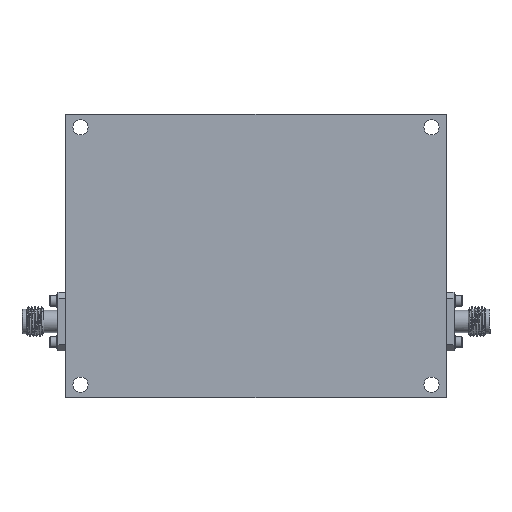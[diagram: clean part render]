
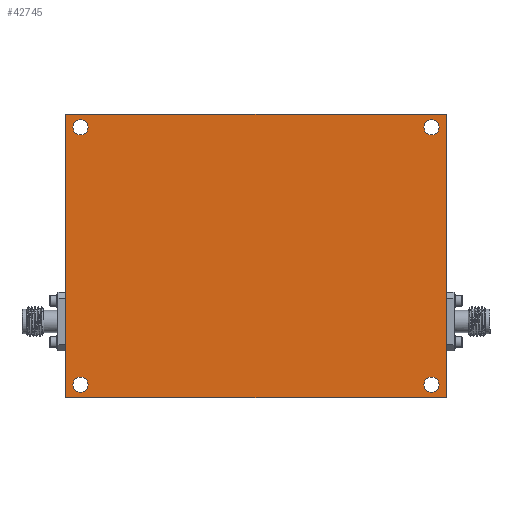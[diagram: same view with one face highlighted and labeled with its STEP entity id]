
A CAD part, front view. The second image highlights one B-rep face of the part: STEP entity #42745.
In plain terms, the highlighted planar face has unit normal (0, -1, 0).
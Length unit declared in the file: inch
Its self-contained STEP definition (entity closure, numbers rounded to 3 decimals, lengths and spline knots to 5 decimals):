
#50 = VERTEX_POINT ( 'NONE', #17916 ) ;
#317 = CIRCLE ( 'NONE', #19299, 0.0645 ) ;
#354 = CARTESIAN_POINT ( 'NONE',  ( -1.625, 0., 1.21 ) ) ;
#860 = CARTESIAN_POINT ( 'NONE',  ( -1.5, 0., 1.1645 ) ) ;
#1034 = DIRECTION ( 'NONE',  ( 0., 1., 0. ) ) ;
#1454 = AXIS2_PLACEMENT_3D ( 'NONE', #30093, #15793, #8418 ) ;
#1950 = DIRECTION ( 'NONE',  ( 0., 1., 0. ) ) ;
#2400 = DIRECTION ( 'NONE',  ( 0., 0., 1. ) ) ;
#4837 = CARTESIAN_POINT ( 'NONE',  ( 1.5, 0., 1.1 ) ) ;
#4839 = DIRECTION ( 'NONE',  ( 0., 0., -1. ) ) ;
#5995 = DIRECTION ( 'NONE',  ( 0., 0., 1. ) ) ;
#6181 = CIRCLE ( 'NONE', #34312, 0.0645 ) ;
#6939 = EDGE_CURVE ( 'NONE', #45950, #36947, #11733, .T. ) ;
#7557 = AXIS2_PLACEMENT_3D ( 'NONE', #46110, #38459, #12470 ) ;
#8036 = CARTESIAN_POINT ( 'NONE',  ( -1.625, 0., 1.21 ) ) ;
#8418 = DIRECTION ( 'NONE',  ( 0., 0., 1. ) ) ;
#8954 = EDGE_CURVE ( 'NONE', #50, #14270, #27304, .T. ) ;
#10392 = AXIS2_PLACEMENT_3D ( 'NONE', #11211, #14790, #19063 ) ;
#10507 = EDGE_CURVE ( 'NONE', #36152, #21593, #23187, .T. ) ;
#11211 = CARTESIAN_POINT ( 'NONE',  ( -1.5, 0., -1.1 ) ) ;
#11733 = LINE ( 'NONE', #15290, #45004 ) ;
#11786 = CARTESIAN_POINT ( 'NONE',  ( 1.5, 0., -1.1 ) ) ;
#12470 = DIRECTION ( 'NONE',  ( 0., 0., 1. ) ) ;
#12654 = CARTESIAN_POINT ( 'NONE',  ( -1.5, 0., -1.1645 ) ) ;
#12795 = ORIENTED_EDGE ( 'NONE', *, *, #19238, .T. ) ;
#13624 = LINE ( 'NONE', #20528, #22236 ) ;
#13659 = ORIENTED_EDGE ( 'NONE', *, *, #27183, .F. ) ;
#13771 = VECTOR ( 'NONE', #39664, 39.37008 ) ;
#13775 = EDGE_CURVE ( 'NONE', #42129, #39594, #37799, .T. ) ;
#13968 = DIRECTION ( 'NONE',  ( 0., 0., 1. ) ) ;
#14270 = VERTEX_POINT ( 'NONE', #16792 ) ;
#14564 = ORIENTED_EDGE ( 'NONE', *, *, #8954, .T. ) ;
#14699 = CARTESIAN_POINT ( 'NONE',  ( -1.5, 0., -1.0355 ) ) ;
#14790 = DIRECTION ( 'NONE',  ( 0., 1., 0. ) ) ;
#15290 = CARTESIAN_POINT ( 'NONE',  ( 1.625, 0., 1.21 ) ) ;
#15793 = DIRECTION ( 'NONE',  ( 0., 1., 0. ) ) ;
#16325 = AXIS2_PLACEMENT_3D ( 'NONE', #20636, #43055, #13968 ) ;
#16792 = CARTESIAN_POINT ( 'NONE',  ( 1.5, 0., 1.0355 ) ) ;
#17355 = FACE_BOUND ( 'NONE', #24309, .T. ) ;
#17428 = CIRCLE ( 'NONE', #1454, 0.0645 ) ;
#17602 = AXIS2_PLACEMENT_3D ( 'NONE', #31474, #1950, #5995 ) ;
#17718 = EDGE_LOOP ( 'NONE', ( #14564, #39864 ) ) ;
#17916 = CARTESIAN_POINT ( 'NONE',  ( 1.5, 0., 1.1645 ) ) ;
#18156 = AXIS2_PLACEMENT_3D ( 'NONE', #11786, #18710, #40638 ) ;
#18196 = LINE ( 'NONE', #354, #13771 ) ;
#18710 = DIRECTION ( 'NONE',  ( 0., 1., 0. ) ) ;
#19063 = DIRECTION ( 'NONE',  ( 0., 0., 1. ) ) ;
#19238 = EDGE_CURVE ( 'NONE', #31428, #46413, #45577, .T. ) ;
#19299 = AXIS2_PLACEMENT_3D ( 'NONE', #4837, #1034, #22675 ) ;
#20251 = LINE ( 'NONE', #41710, #22642 ) ;
#20528 = CARTESIAN_POINT ( 'NONE',  ( -1.625, 0., -1.21 ) ) ;
#20636 = CARTESIAN_POINT ( 'NONE',  ( -1.5, 0., 1.1 ) ) ;
#20710 = FACE_BOUND ( 'NONE', #24981, .T. ) ;
#20924 = EDGE_CURVE ( 'NONE', #21593, #36152, #17428, .T. ) ;
#21412 = CIRCLE ( 'NONE', #17602, 0.0645 ) ;
#21593 = VERTEX_POINT ( 'NONE', #35688 ) ;
#22236 = VECTOR ( 'NONE', #38411, 39.37008 ) ;
#22642 = VECTOR ( 'NONE', #2400, 39.37008 ) ;
#22675 = DIRECTION ( 'NONE',  ( 0., 0., 1. ) ) ;
#22752 = CARTESIAN_POINT ( 'NONE',  ( 1.5, 0., -1.1645 ) ) ;
#23187 = CIRCLE ( 'NONE', #16325, 0.0645 ) ;
#23511 = DIRECTION ( 'NONE',  ( 0., 0., 1. ) ) ;
#23786 = FACE_OUTER_BOUND ( 'NONE', #43472, .T. ) ;
#24309 = EDGE_LOOP ( 'NONE', ( #42028, #27559 ) ) ;
#24504 = FACE_BOUND ( 'NONE', #17718, .T. ) ;
#24981 = EDGE_LOOP ( 'NONE', ( #46807, #30835 ) ) ;
#25298 = EDGE_CURVE ( 'NONE', #39594, #42129, #21412, .T. ) ;
#26323 = ORIENTED_EDGE ( 'NONE', *, *, #6939, .F. ) ;
#26484 = CARTESIAN_POINT ( 'NONE',  ( 1.625, 0., 1.21 ) ) ;
#27183 = EDGE_CURVE ( 'NONE', #38501, #45950, #18196, .T. ) ;
#27304 = CIRCLE ( 'NONE', #7557, 0.0645 ) ;
#27440 = EDGE_LOOP ( 'NONE', ( #37670, #12795 ) ) ;
#27559 = ORIENTED_EDGE ( 'NONE', *, *, #20924, .T. ) ;
#27862 = EDGE_CURVE ( 'NONE', #46413, #31428, #6181, .T. ) ;
#29765 = EDGE_CURVE ( 'NONE', #41925, #38501, #20251, .T. ) ;
#30093 = CARTESIAN_POINT ( 'NONE',  ( -1.5, 0., 1.1 ) ) ;
#30425 = CARTESIAN_POINT ( 'NONE',  ( 1.5, 0., -1.1 ) ) ;
#30835 = ORIENTED_EDGE ( 'NONE', *, *, #13775, .T. ) ;
#30938 = DIRECTION ( 'NONE',  ( 0., -1., 0. ) ) ;
#31428 = VERTEX_POINT ( 'NONE', #22752 ) ;
#31474 = CARTESIAN_POINT ( 'NONE',  ( -1.5, 0., -1.1 ) ) ;
#31882 = PLANE ( 'NONE',  #45078 ) ;
#32016 = ORIENTED_EDGE ( 'NONE', *, *, #43569, .F. ) ;
#34312 = AXIS2_PLACEMENT_3D ( 'NONE', #30425, #34733, #23511 ) ;
#34733 = DIRECTION ( 'NONE',  ( 0., 1., 0. ) ) ;
#35688 = CARTESIAN_POINT ( 'NONE',  ( -1.5, 0., 1.0355 ) ) ;
#36054 = CARTESIAN_POINT ( 'NONE',  ( -1.625, 0., -1.21 ) ) ;
#36152 = VERTEX_POINT ( 'NONE', #860 ) ;
#36947 = VERTEX_POINT ( 'NONE', #46779 ) ;
#37670 = ORIENTED_EDGE ( 'NONE', *, *, #27862, .T. ) ;
#37799 = CIRCLE ( 'NONE', #10392, 0.0645 ) ;
#38101 = CARTESIAN_POINT ( 'NONE',  ( 0., 0., 0. ) ) ;
#38411 = DIRECTION ( 'NONE',  ( -1., 0., 0. ) ) ;
#38459 = DIRECTION ( 'NONE',  ( 0., 1., 0. ) ) ;
#38501 = VERTEX_POINT ( 'NONE', #8036 ) ;
#38826 = FACE_BOUND ( 'NONE', #27440, .T. ) ;
#39594 = VERTEX_POINT ( 'NONE', #14699 ) ;
#39664 = DIRECTION ( 'NONE',  ( 1., 0., 0. ) ) ;
#39864 = ORIENTED_EDGE ( 'NONE', *, *, #44896, .T. ) ;
#40326 = ORIENTED_EDGE ( 'NONE', *, *, #29765, .F. ) ;
#40638 = DIRECTION ( 'NONE',  ( 0., 0., 1. ) ) ;
#41710 = CARTESIAN_POINT ( 'NONE',  ( -1.625, 0., 1.21 ) ) ;
#41925 = VERTEX_POINT ( 'NONE', #36054 ) ;
#42028 = ORIENTED_EDGE ( 'NONE', *, *, #10507, .T. ) ;
#42129 = VERTEX_POINT ( 'NONE', #12654 ) ;
#42745 = ADVANCED_FACE ( 'NONE', ( #17355, #24504, #38826, #20710, #23786 ), #31882, .T. ) ;
#43055 = DIRECTION ( 'NONE',  ( 0., 1., 0. ) ) ;
#43472 = EDGE_LOOP ( 'NONE', ( #26323, #13659, #40326, #32016 ) ) ;
#43569 = EDGE_CURVE ( 'NONE', #36947, #41925, #13624, .T. ) ;
#44896 = EDGE_CURVE ( 'NONE', #14270, #50, #317, .T. ) ;
#45002 = CARTESIAN_POINT ( 'NONE',  ( 1.5, 0., -1.0355 ) ) ;
#45004 = VECTOR ( 'NONE', #4839, 39.37008 ) ;
#45078 = AXIS2_PLACEMENT_3D ( 'NONE', #38101, #30938, #46234 ) ;
#45577 = CIRCLE ( 'NONE', #18156, 0.0645 ) ;
#45950 = VERTEX_POINT ( 'NONE', #26484 ) ;
#46110 = CARTESIAN_POINT ( 'NONE',  ( 1.5, 0., 1.1 ) ) ;
#46234 = DIRECTION ( 'NONE',  ( 0., 0., -1. ) ) ;
#46413 = VERTEX_POINT ( 'NONE', #45002 ) ;
#46779 = CARTESIAN_POINT ( 'NONE',  ( 1.625, 0., -1.21 ) ) ;
#46807 = ORIENTED_EDGE ( 'NONE', *, *, #25298, .T. ) ;
